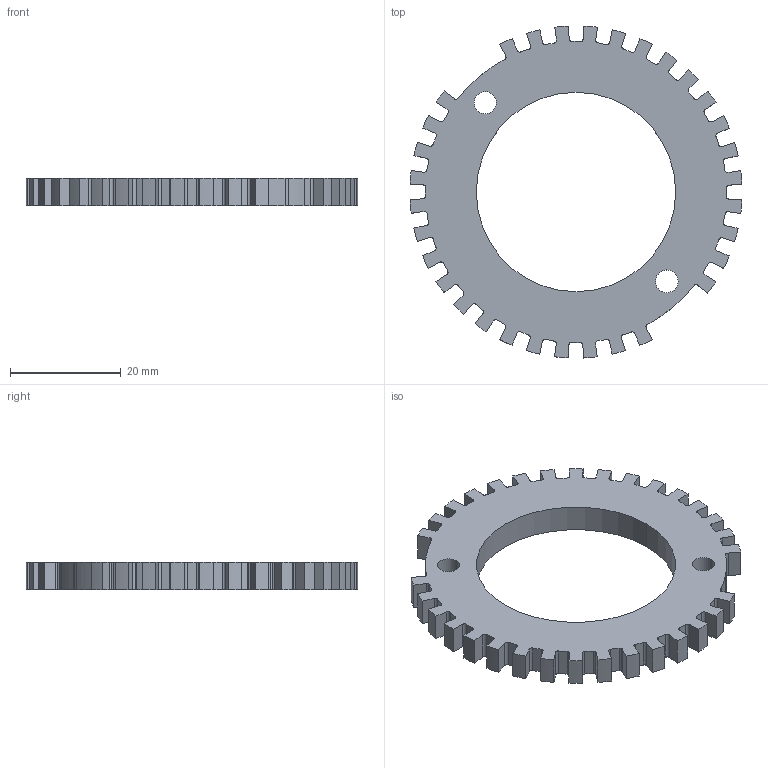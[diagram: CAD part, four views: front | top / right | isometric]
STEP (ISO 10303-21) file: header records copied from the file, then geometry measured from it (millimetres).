
FILE_DESCRIPTION (( 'STEP AP214' ), '1' );
FILE_NAME ('Roue_phonique_18-2 60.STEP', '2020-11-23T13:52:33', ( 'GMallassi' ), ( 'Microsoft' ), 'SwSTEP 2.0', 'SolidWorks 2014', '' );
FILE_SCHEMA (( 'AUTOMOTIVE_DESIGN' ));
Length unit declared in the file: millimetre
Products named in the file (1): Roue_phonique_18-2 60
Bounding box: 59.94 x 59.94 x 5 mm (x, y, z)
Volume: 7472.8 mm3; surface area: 5411.1 mm2
Topology: 1 solids, 1 shells, 227 faces, 675 edges, 450 vertices
Faces by surface type: cylinder 125, plane 102
Entity records: 9758 total; most frequent: DIRECTION 1381, CARTESIAN_POINT 1353, ORIENTED_EDGE 1350, EDGE_CURVE 675, AXIS2_PLACEMENT_3D 478, VERTEX_POINT 450, VECTOR 425, LINE 425
